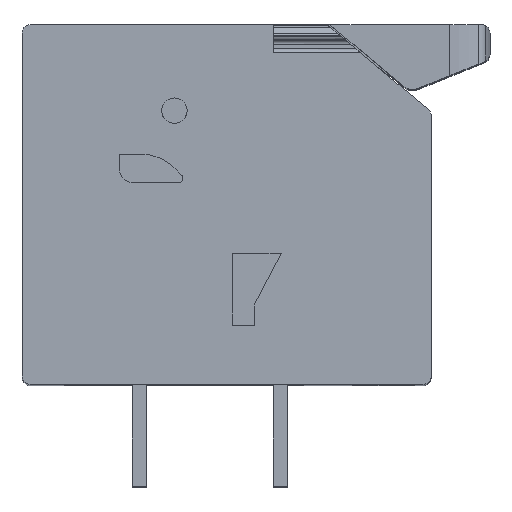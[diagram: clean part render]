
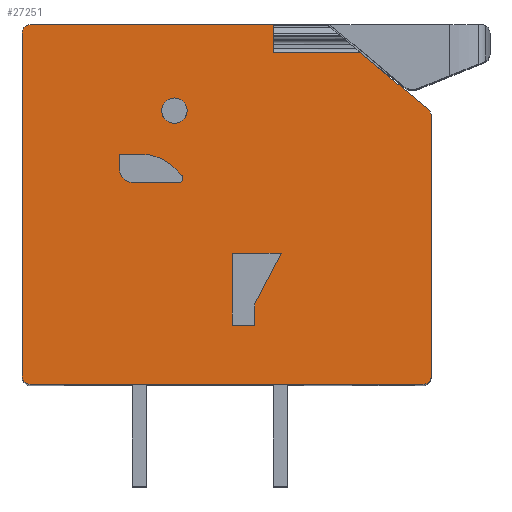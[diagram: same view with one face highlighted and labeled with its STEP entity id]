
A CAD part, top view. The second image highlights one B-rep face of the part: STEP entity #27251.
In plain terms, the highlighted planar face has unit normal (0, 0, 1).
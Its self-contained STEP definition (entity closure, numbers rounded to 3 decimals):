
#620=CIRCLE('',#28345,1.6);
#621=CIRCLE('',#28346,0.15);
#622=CIRCLE('',#28347,0.5);
#623=CIRCLE('',#28348,0.45);
#624=CIRCLE('',#28349,0.3);
#625=CIRCLE('',#28350,0.3);
#626=CIRCLE('',#28351,0.3);
#627=CIRCLE('',#28352,0.3);
#1306=ORIENTED_EDGE('',*,*,#7346,.F.);
#1307=ORIENTED_EDGE('',*,*,#7347,.F.);
#1308=ORIENTED_EDGE('',*,*,#7348,.F.);
#1309=ORIENTED_EDGE('',*,*,#7349,.F.);
#1310=ORIENTED_EDGE('',*,*,#7350,.F.);
#1311=ORIENTED_EDGE('',*,*,#7351,.F.);
#1312=ORIENTED_EDGE('',*,*,#7352,.F.);
#1313=ORIENTED_EDGE('',*,*,#7353,.F.);
#1314=ORIENTED_EDGE('',*,*,#7354,.F.);
#1315=ORIENTED_EDGE('',*,*,#7355,.T.);
#1316=ORIENTED_EDGE('',*,*,#7356,.T.);
#1317=ORIENTED_EDGE('',*,*,#7357,.T.);
#1318=ORIENTED_EDGE('',*,*,#7358,.F.);
#1319=ORIENTED_EDGE('',*,*,#7359,.T.);
#1320=ORIENTED_EDGE('',*,*,#7360,.T.);
#1321=ORIENTED_EDGE('',*,*,#7361,.T.);
#1322=ORIENTED_EDGE('',*,*,#7362,.T.);
#1323=ORIENTED_EDGE('',*,*,#7363,.T.);
#1324=ORIENTED_EDGE('',*,*,#7364,.T.);
#1325=ORIENTED_EDGE('',*,*,#7365,.T.);
#1326=ORIENTED_EDGE('',*,*,#7366,.T.);
#1327=ORIENTED_EDGE('',*,*,#7367,.T.);
#1328=ORIENTED_EDGE('',*,*,#7368,.T.);
#1329=ORIENTED_EDGE('',*,*,#7369,.F.);
#1330=ORIENTED_EDGE('',*,*,#7370,.F.);
#1331=ORIENTED_EDGE('',*,*,#7371,.F.);
#1332=ORIENTED_EDGE('',*,*,#7372,.F.);
#1333=ORIENTED_EDGE('',*,*,#7373,.F.);
#7346=EDGE_CURVE('',#10366,#10367,#12363,.T.);
#7347=EDGE_CURVE('',#10368,#10366,#12364,.T.);
#7348=EDGE_CURVE('',#10369,#10368,#620,.T.);
#7349=EDGE_CURVE('',#10370,#10369,#12365,.T.);
#7350=EDGE_CURVE('',#10371,#10370,#621,.T.);
#7351=EDGE_CURVE('',#10372,#10371,#12366,.T.);
#7352=EDGE_CURVE('',#10367,#10372,#622,.T.);
#7353=EDGE_CURVE('',#10373,#10373,#623,.T.);
#7354=EDGE_CURVE('',#10374,#10375,#12367,.T.);
#7355=EDGE_CURVE('',#10374,#10376,#12368,.T.);
#7356=EDGE_CURVE('',#10376,#10377,#12369,.T.);
#7357=EDGE_CURVE('',#10377,#10378,#12370,.T.);
#7358=EDGE_CURVE('',#10379,#10378,#12371,.T.);
#7359=EDGE_CURVE('',#10379,#10380,#12372,.T.);
#7360=EDGE_CURVE('',#10380,#10381,#12373,.T.);
#7361=EDGE_CURVE('',#10381,#10382,#624,.T.);
#7362=EDGE_CURVE('',#10382,#10383,#12374,.T.);
#7363=EDGE_CURVE('',#10383,#10384,#625,.T.);
#7364=EDGE_CURVE('',#10384,#10385,#12375,.T.);
#7365=EDGE_CURVE('',#10385,#10386,#626,.T.);
#7366=EDGE_CURVE('',#10386,#10387,#12376,.T.);
#7367=EDGE_CURVE('',#10387,#10388,#627,.T.);
#7368=EDGE_CURVE('',#10388,#10375,#12377,.T.);
#7369=EDGE_CURVE('',#10389,#10390,#12378,.T.);
#7370=EDGE_CURVE('',#10391,#10389,#12379,.T.);
#7371=EDGE_CURVE('',#10392,#10391,#12380,.T.);
#7372=EDGE_CURVE('',#10393,#10392,#12381,.T.);
#7373=EDGE_CURVE('',#10390,#10393,#12382,.T.);
#10366=VERTEX_POINT('',#36172);
#10367=VERTEX_POINT('',#36173);
#10368=VERTEX_POINT('',#36175);
#10369=VERTEX_POINT('',#36177);
#10370=VERTEX_POINT('',#36179);
#10371=VERTEX_POINT('',#36181);
#10372=VERTEX_POINT('',#36183);
#10373=VERTEX_POINT('',#36186);
#10374=VERTEX_POINT('',#36188);
#10375=VERTEX_POINT('',#36189);
#10376=VERTEX_POINT('',#36191);
#10377=VERTEX_POINT('',#36193);
#10378=VERTEX_POINT('',#36195);
#10379=VERTEX_POINT('',#36197);
#10380=VERTEX_POINT('',#36199);
#10381=VERTEX_POINT('',#36201);
#10382=VERTEX_POINT('',#36203);
#10383=VERTEX_POINT('',#36205);
#10384=VERTEX_POINT('',#36207);
#10385=VERTEX_POINT('',#36209);
#10386=VERTEX_POINT('',#36211);
#10387=VERTEX_POINT('',#36213);
#10388=VERTEX_POINT('',#36215);
#10389=VERTEX_POINT('',#36218);
#10390=VERTEX_POINT('',#36219);
#10391=VERTEX_POINT('',#36221);
#10392=VERTEX_POINT('',#36223);
#10393=VERTEX_POINT('',#36225);
#12363=LINE('',#36171,#14516);
#12364=LINE('',#36174,#14517);
#12365=LINE('',#36178,#14518);
#12366=LINE('',#36182,#14519);
#12367=LINE('',#36187,#14520);
#12368=LINE('',#36190,#14521);
#12369=LINE('',#36192,#14522);
#12370=LINE('',#36194,#14523);
#12371=LINE('',#36196,#14524);
#12372=LINE('',#36198,#14525);
#12373=LINE('',#36200,#14526);
#12374=LINE('',#36204,#14527);
#12375=LINE('',#36208,#14528);
#12376=LINE('',#36212,#14529);
#12377=LINE('',#36216,#14530);
#12378=LINE('',#36217,#14531);
#12379=LINE('',#36220,#14532);
#12380=LINE('',#36222,#14533);
#12381=LINE('',#36224,#14534);
#12382=LINE('',#36226,#14535);
#14516=VECTOR('',#30238,1000.);
#14517=VECTOR('',#30239,1000.);
#14518=VECTOR('',#30242,1000.);
#14519=VECTOR('',#30245,1000.);
#14520=VECTOR('',#30250,1000.);
#14521=VECTOR('',#30251,1000.);
#14522=VECTOR('',#30252,1000.);
#14523=VECTOR('',#30253,1000.);
#14524=VECTOR('',#30254,1000.);
#14525=VECTOR('',#30255,1000.);
#14526=VECTOR('',#30256,1000.);
#14527=VECTOR('',#30259,1000.);
#14528=VECTOR('',#30262,1000.);
#14529=VECTOR('',#30265,1000.);
#14530=VECTOR('',#30268,1000.);
#14531=VECTOR('',#30269,1000.);
#14532=VECTOR('',#30270,1000.);
#14533=VECTOR('',#30271,1000.);
#14534=VECTOR('',#30272,1000.);
#14535=VECTOR('',#30273,1000.);
#16669=EDGE_LOOP('',(#1306,#1307,#1308,#1309,#1310,#1311,#1312));
#16670=EDGE_LOOP('',(#1313));
#16671=EDGE_LOOP('',(#1314,#1315,#1316,#1317,#1318,#1319,#1320,#1321,#1322,
#1323,#1324,#1325,#1326,#1327,#1328));
#16672=EDGE_LOOP('',(#1329,#1330,#1331,#1332,#1333));
#17820=FACE_BOUND('',#16669,.T.);
#17821=FACE_BOUND('',#16670,.T.);
#17822=FACE_BOUND('',#16671,.T.);
#17823=FACE_BOUND('',#16672,.T.);
#18971=PLANE('',#28344);
#27251=ADVANCED_FACE('',(#17820,#17821,#17822,#17823),#18971,.T.);
#28344=AXIS2_PLACEMENT_3D('',#36170,#30236,#30237);
#28345=AXIS2_PLACEMENT_3D('',#36176,#30240,#30241);
#28346=AXIS2_PLACEMENT_3D('',#36180,#30243,#30244);
#28347=AXIS2_PLACEMENT_3D('',#36184,#30246,#30247);
#28348=AXIS2_PLACEMENT_3D('',#36185,#30248,#30249);
#28349=AXIS2_PLACEMENT_3D('',#36202,#30257,#30258);
#28350=AXIS2_PLACEMENT_3D('',#36206,#30260,#30261);
#28351=AXIS2_PLACEMENT_3D('',#36210,#30263,#30264);
#28352=AXIS2_PLACEMENT_3D('',#36214,#30266,#30267);
#30236=DIRECTION('',(0.,0.,1.));
#30237=DIRECTION('',(1.,0.,0.));
#30238=DIRECTION('',(0.,-1.,0.));
#30239=DIRECTION('',(-1.,0.,0.));
#30240=DIRECTION('',(0.,0.,1.));
#30241=DIRECTION('',(1.,0.,0.));
#30242=DIRECTION('',(-0.707,0.707,0.));
#30243=DIRECTION('',(0.,0.,1.));
#30244=DIRECTION('',(1.,0.,0.));
#30245=DIRECTION('',(1.,0.,0.));
#30246=DIRECTION('',(0.,0.,1.));
#30247=DIRECTION('',(1.,0.,0.));
#30248=DIRECTION('',(0.,0.,1.));
#30249=DIRECTION('',(1.,0.,0.));
#30250=DIRECTION('',(1.,0.,0.));
#30251=DIRECTION('',(0.,1.,0.));
#30252=DIRECTION('',(1.,0.,0.));
#30253=DIRECTION('',(-0.766,0.643,0.));
#30254=DIRECTION('',(1.,0.,0.));
#30255=DIRECTION('',(0.,1.,0.));
#30256=DIRECTION('',(-1.,0.,0.));
#30257=DIRECTION('',(0.,0.,1.));
#30258=DIRECTION('',(1.,0.,0.));
#30259=DIRECTION('',(0.,-1.,0.));
#30260=DIRECTION('',(0.,0.,1.));
#30261=DIRECTION('',(1.,0.,0.));
#30262=DIRECTION('',(1.,0.,0.));
#30263=DIRECTION('',(0.,0.,1.));
#30264=DIRECTION('',(1.,0.,0.));
#30265=DIRECTION('',(0.,1.,0.));
#30266=DIRECTION('',(0.,0.,1.));
#30267=DIRECTION('',(1.,0.,0.));
#30268=DIRECTION('',(-0.766,0.643,0.));
#30269=DIRECTION('',(0.,-1.,0.));
#30270=DIRECTION('',(-1.,0.,0.));
#30271=DIRECTION('',(0.461,0.888,0.));
#30272=DIRECTION('',(0.,1.,0.));
#30273=DIRECTION('',(1.,0.,0.));
#36170=CARTESIAN_POINT('',(-8.85,0.3,28.));
#36171=CARTESIAN_POINT('',(-5.7,8.15,28.));
#36172=CARTESIAN_POINT('',(-5.7,8.15,28.));
#36173=CARTESIAN_POINT('',(-5.7,7.65,28.));
#36174=CARTESIAN_POINT('',(-4.9,8.15,28.));
#36175=CARTESIAN_POINT('',(-4.9,8.15,28.));
#36176=CARTESIAN_POINT('',(-4.9,6.55,28.));
#36177=CARTESIAN_POINT('',(-3.768,7.681,28.));
#36178=CARTESIAN_POINT('',(-3.493,7.406,28.));
#36179=CARTESIAN_POINT('',(-3.493,7.406,28.));
#36180=CARTESIAN_POINT('',(-3.599,7.3,28.));
#36181=CARTESIAN_POINT('',(-3.599,7.15,28.));
#36182=CARTESIAN_POINT('',(-5.2,7.15,28.));
#36183=CARTESIAN_POINT('',(-5.2,7.15,28.));
#36184=CARTESIAN_POINT('',(-5.2,7.65,28.));
#36185=CARTESIAN_POINT('',(-3.75,9.7,28.));
#36186=CARTESIAN_POINT('',(-3.3,9.7,28.));
#36187=CARTESIAN_POINT('',(-8.85,11.75,28.));
#36188=CARTESIAN_POINT('',(-0.25,11.75,28.));
#36189=CARTESIAN_POINT('',(2.847,11.75,28.));
#36190=CARTESIAN_POINT('',(-0.25,0.3,28.));
#36191=CARTESIAN_POINT('',(-0.25,12.343,28.));
#36192=CARTESIAN_POINT('',(-0.25,12.343,28.));
#36193=CARTESIAN_POINT('',(2.141,12.343,28.));
#36194=CARTESIAN_POINT('',(5.243,9.74,28.));
#36195=CARTESIAN_POINT('',(2.137,12.346,28.));
#36196=CARTESIAN_POINT('',(-0.25,12.346,28.));
#36197=CARTESIAN_POINT('',(-0.25,12.346,28.));
#36198=CARTESIAN_POINT('',(-0.25,0.3,28.));
#36199=CARTESIAN_POINT('',(-0.25,12.75,28.));
#36200=CARTESIAN_POINT('',(1.656,12.75,28.));
#36201=CARTESIAN_POINT('',(-8.85,12.75,28.));
#36202=CARTESIAN_POINT('',(-8.85,12.45,28.));
#36203=CARTESIAN_POINT('',(-9.15,12.45,28.));
#36204=CARTESIAN_POINT('',(-9.15,12.45,28.));
#36205=CARTESIAN_POINT('',(-9.15,0.3,28.));
#36206=CARTESIAN_POINT('',(-8.85,0.3,28.));
#36207=CARTESIAN_POINT('',(-8.85,0.,28.));
#36208=CARTESIAN_POINT('',(-8.85,0.,28.));
#36209=CARTESIAN_POINT('',(5.05,0.,28.));
#36210=CARTESIAN_POINT('',(5.05,0.3,28.));
#36211=CARTESIAN_POINT('',(5.35,0.3,28.));
#36212=CARTESIAN_POINT('',(5.35,0.3,28.));
#36213=CARTESIAN_POINT('',(5.35,9.51,28.));
#36214=CARTESIAN_POINT('',(5.05,9.51,28.));
#36215=CARTESIAN_POINT('',(5.243,9.74,28.));
#36216=CARTESIAN_POINT('',(5.243,9.74,28.));
#36217=CARTESIAN_POINT('',(-1.7,4.65,28.));
#36218=CARTESIAN_POINT('',(-1.7,4.65,28.));
#36219=CARTESIAN_POINT('',(-1.7,2.1,28.));
#36220=CARTESIAN_POINT('',(0.034,4.65,28.));
#36221=CARTESIAN_POINT('',(0.034,4.65,28.));
#36222=CARTESIAN_POINT('',(-0.9,2.85,28.));
#36223=CARTESIAN_POINT('',(-0.9,2.85,28.));
#36224=CARTESIAN_POINT('',(-0.9,2.1,28.));
#36225=CARTESIAN_POINT('',(-0.9,2.1,28.));
#36226=CARTESIAN_POINT('',(-1.7,2.1,28.));
